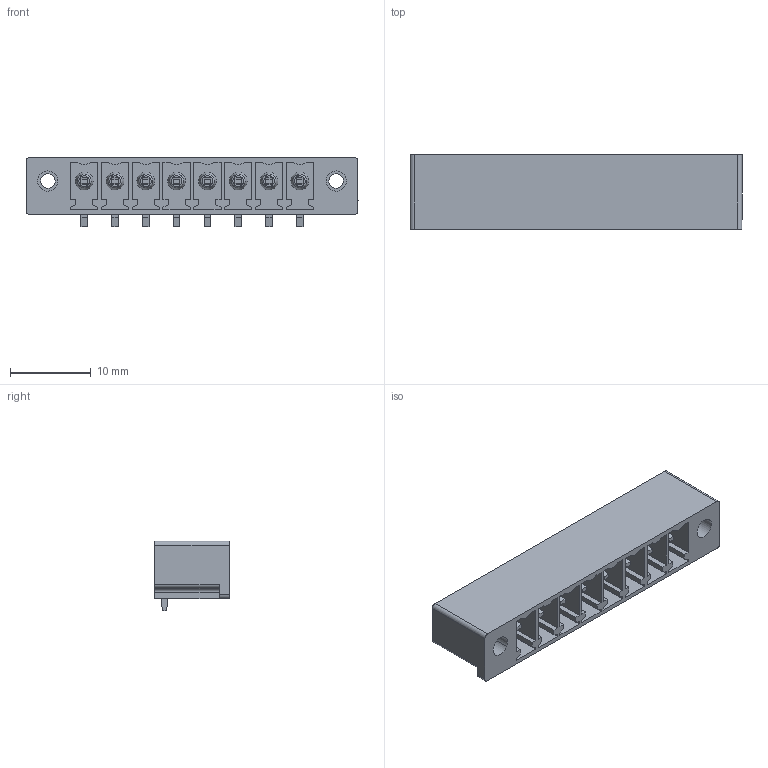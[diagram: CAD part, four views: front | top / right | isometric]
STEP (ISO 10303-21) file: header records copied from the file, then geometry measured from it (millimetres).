
FILE_DESCRIPTION(('CATIA V5 STEP Exchange','CAx-IF Rec.Pracs.--- Model Styling and Organization---1.2---2011-12-15'),'2;1');
FILE_NAME ('D1447405_0', '2018-10-12T08:51:25+00:00', ('none'), ('Weidmueller'), 'CATIA Version 5-6 Release 2014', 'CATIA V5 STEP AP214', 'none');
FILE_SCHEMA(('AUTOMOTIVE_DESIGN { 1 0 10303 214 1 1 1 1 }'));
Length unit declared in the file: millimetre
Products named in the file (1): 1037390000
Bounding box: 41.07 x 9.2 x 8.6 mm (x, y, z)
Volume: 1336.4 mm3; surface area: 3382.2 mm2
Topology: 9 solids, 9 shells, 550 faces, 1538 edges, 1024 vertices
Faces by surface type: plane 482, cylinder 32, cone 20, torus 16
Entity records: 15820 total; most frequent: ORIENTED_EDGE 3076, CARTESIAN_POINT 2814, DIRECTION 2022, EDGE_CURVE 1538, VECTOR 1406, LINE 1406, VERTEX_POINT 1024, EDGE_LOOP 588
